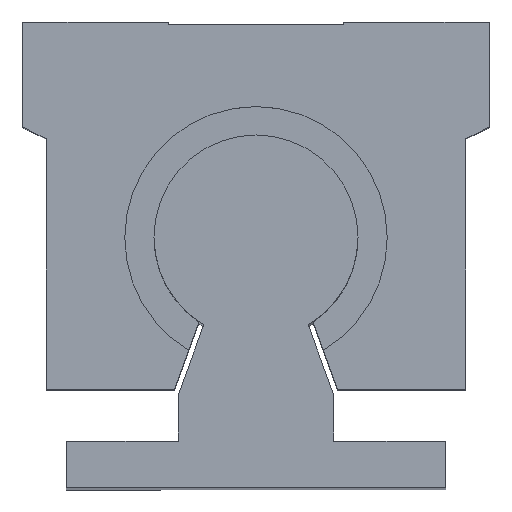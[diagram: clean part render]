
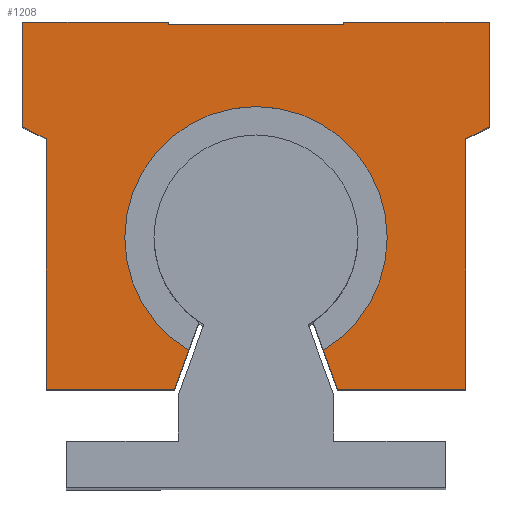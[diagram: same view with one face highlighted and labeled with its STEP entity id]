
A CAD part, top view. The second image highlights one B-rep face of the part: STEP entity #1208.
In plain terms, the highlighted planar face has unit normal (0, 0, 1).
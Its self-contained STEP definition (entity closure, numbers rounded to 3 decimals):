
#71 = CARTESIAN_POINT ( 'NONE',  ( 15., 0., 40. ) ) ;
#140 = DIRECTION ( 'NONE',  ( 1., 0., 0. ) ) ;
#169 = VERTEX_POINT ( 'NONE', #3921 ) ;
#618 = CIRCLE ( 'NONE', #9579, 22.5 ) ;
#765 = ORIENTED_EDGE ( 'NONE', *, *, #2286, .T. ) ;
#1039 = ORIENTED_EDGE ( 'NONE', *, *, #3974, .T. ) ;
#1090 = LINE ( 'NONE', #9490, #11641 ) ;
#1118 = FACE_OUTER_BOUND ( 'NONE', #6441, .T. ) ;
#1208 = ADVANCED_FACE ( 'NONE', ( #1118 ), #14362, .F. ) ;
#1334 = VERTEX_POINT ( 'NONE', #2477 ) ;
#1401 = ORIENTED_EDGE ( 'NONE', *, *, #11894, .T. ) ;
#1687 = ORIENTED_EDGE ( 'NONE', *, *, #12589, .T. ) ;
#1820 = VERTEX_POINT ( 'NONE', #12074 ) ;
#1915 = VECTOR ( 'NONE', #10633, 1000. ) ;
#2064 = CARTESIAN_POINT ( 'NONE',  ( -11.562, -55.802, 40. ) ) ;
#2085 = LINE ( 'NONE', #8426, #5460 ) ;
#2159 = VERTEX_POINT ( 'NONE', #4952 ) ;
#2203 = EDGE_CURVE ( 'NONE', #5704, #3774, #2865, .T. ) ;
#2286 = EDGE_CURVE ( 'NONE', #169, #1334, #4218, .T. ) ;
#2467 = EDGE_CURVE ( 'NONE', #4296, #169, #13695, .T. ) ;
#2477 = CARTESIAN_POINT ( 'NONE',  ( -40., 0.5, 40. ) ) ;
#2537 = VECTOR ( 'NONE', #7577, 1000. ) ;
#2711 = LINE ( 'NONE', #71, #8185 ) ;
#2865 = LINE ( 'NONE', #14838, #8158 ) ;
#3151 = ORIENTED_EDGE ( 'NONE', *, *, #9614, .T. ) ;
#3158 = ORIENTED_EDGE ( 'NONE', *, *, #15814, .T. ) ;
#3331 = LINE ( 'NONE', #8215, #4937 ) ;
#3425 = VECTOR ( 'NONE', #11141, 1000. ) ;
#3532 = DIRECTION ( 'NONE',  ( 1., 0., 0. ) ) ;
#3585 = CIRCLE ( 'NONE', #8696, 22.5 ) ;
#3669 = CARTESIAN_POINT ( 'NONE',  ( 15., 0.5, 40. ) ) ;
#3774 = VERTEX_POINT ( 'NONE', #14042 ) ;
#3920 = DIRECTION ( 'NONE',  ( 0., 0., -1. ) ) ;
#3921 = CARTESIAN_POINT ( 'NONE',  ( -15., 0.5, 40. ) ) ;
#3974 = EDGE_CURVE ( 'NONE', #3774, #4296, #2711, .T. ) ;
#4218 = LINE ( 'NONE', #8068, #5336 ) ;
#4296 = VERTEX_POINT ( 'NONE', #15415 ) ;
#4372 = CARTESIAN_POINT ( 'NONE',  ( 36., -62.5, 40. ) ) ;
#4616 = CARTESIAN_POINT ( 'NONE',  ( -40., -17.5, 40. ) ) ;
#4631 = DIRECTION ( 'NONE',  ( 0., 0., -1. ) ) ;
#4937 = VECTOR ( 'NONE', #13132, 1000. ) ;
#4952 = CARTESIAN_POINT ( 'NONE',  ( 40., -17.5, 40. ) ) ;
#4958 = LINE ( 'NONE', #6461, #11367 ) ;
#4997 = VERTEX_POINT ( 'NONE', #8618 ) ;
#5231 = ORIENTED_EDGE ( 'NONE', *, *, #9993, .T. ) ;
#5264 = DIRECTION ( 'NONE',  ( 0.342, -0.94, 0. ) ) ;
#5336 = VECTOR ( 'NONE', #10547, 1000. ) ;
#5401 = DIRECTION ( 'NONE',  ( -1., 0., 0. ) ) ;
#5460 = VECTOR ( 'NONE', #3532, 1000. ) ;
#5475 = VERTEX_POINT ( 'NONE', #5596 ) ;
#5485 = VECTOR ( 'NONE', #140, 1000. ) ;
#5561 = CARTESIAN_POINT ( 'NONE',  ( -36., -62.5, 40. ) ) ;
#5596 = CARTESIAN_POINT ( 'NONE',  ( -22.5, -36.5, 40. ) ) ;
#5620 = LINE ( 'NONE', #12715, #9319 ) ;
#5653 = VERTEX_POINT ( 'NONE', #9267 ) ;
#5676 = CARTESIAN_POINT ( 'NONE',  ( -36., -19.5, 40. ) ) ;
#5704 = VERTEX_POINT ( 'NONE', #3669 ) ;
#5780 = CARTESIAN_POINT ( 'NONE',  ( 14., -62.5, 40. ) ) ;
#5975 = VERTEX_POINT ( 'NONE', #13291 ) ;
#5991 = EDGE_CURVE ( 'NONE', #10053, #5475, #3585, .T. ) ;
#6039 = DIRECTION ( 'NONE',  ( 0.342, 0.94, 0. ) ) ;
#6118 = CARTESIAN_POINT ( 'NONE',  ( -14., -62.5, 40. ) ) ;
#6255 = VERTEX_POINT ( 'NONE', #5676 ) ;
#6441 = EDGE_LOOP ( 'NONE', ( #1401, #8475, #15687, #5231, #1687, #7930, #15517, #9035, #3151, #6776, #8840, #1039, #9348, #765, #3158, #9381, #14006, #12359 ) ) ;
#6461 = CARTESIAN_POINT ( 'NONE',  ( 14., -62.5, 40. ) ) ;
#6481 = CIRCLE ( 'NONE', #9295, 22.5 ) ;
#6776 = ORIENTED_EDGE ( 'NONE', *, *, #14365, .T. ) ;
#6901 = DIRECTION ( 'NONE',  ( 0., 0., -1. ) ) ;
#7064 = LINE ( 'NONE', #15671, #11661 ) ;
#7498 = CARTESIAN_POINT ( 'NONE',  ( -15., 0., 40. ) ) ;
#7577 = DIRECTION ( 'NONE',  ( 0., 1., 0. ) ) ;
#7811 = EDGE_CURVE ( 'NONE', #14027, #2159, #3331, .T. ) ;
#7930 = ORIENTED_EDGE ( 'NONE', *, *, #12695, .T. ) ;
#8068 = CARTESIAN_POINT ( 'NONE',  ( -15., 0.5, 40. ) ) ;
#8158 = VECTOR ( 'NONE', #8723, 1000. ) ;
#8185 = VECTOR ( 'NONE', #12503, 1000. ) ;
#8215 = CARTESIAN_POINT ( 'NONE',  ( 40., -17.5, 40. ) ) ;
#8426 = CARTESIAN_POINT ( 'NONE',  ( 36., -62.5, 40. ) ) ;
#8475 = ORIENTED_EDGE ( 'NONE', *, *, #5991, .T. ) ;
#8618 = CARTESIAN_POINT ( 'NONE',  ( 40., 0.5, 40. ) ) ;
#8637 = EDGE_CURVE ( 'NONE', #5475, #5975, #6481, .T. ) ;
#8696 = AXIS2_PLACEMENT_3D ( 'NONE', #10781, #9958, #14948 ) ;
#8723 = DIRECTION ( 'NONE',  ( 0., -1., 0. ) ) ;
#8840 = ORIENTED_EDGE ( 'NONE', *, *, #2203, .T. ) ;
#9029 = CARTESIAN_POINT ( 'NONE',  ( -14., -62.5, 40. ) ) ;
#9035 = ORIENTED_EDGE ( 'NONE', *, *, #7811, .T. ) ;
#9040 = EDGE_CURVE ( 'NONE', #13136, #14027, #12048, .T. ) ;
#9267 = CARTESIAN_POINT ( 'NONE',  ( 11.562, -55.802, 40. ) ) ;
#9295 = AXIS2_PLACEMENT_3D ( 'NONE', #10762, #6901, #11899 ) ;
#9319 = VECTOR ( 'NONE', #10516, 1000. ) ;
#9348 = ORIENTED_EDGE ( 'NONE', *, *, #2467, .T. ) ;
#9381 = ORIENTED_EDGE ( 'NONE', *, *, #11438, .T. ) ;
#9490 = CARTESIAN_POINT ( 'NONE',  ( 40., 0.5, 40. ) ) ;
#9579 = AXIS2_PLACEMENT_3D ( 'NONE', #14932, #3920, #10251 ) ;
#9614 = EDGE_CURVE ( 'NONE', #2159, #4997, #1090, .T. ) ;
#9636 = DIRECTION ( 'NONE',  ( 0., -1., 0. ) ) ;
#9860 = CARTESIAN_POINT ( 'NONE',  ( 36., -19.5, 40. ) ) ;
#9958 = DIRECTION ( 'NONE',  ( 0., 0., -1. ) ) ;
#9990 = LINE ( 'NONE', #14825, #5485 ) ;
#9993 = EDGE_CURVE ( 'NONE', #5975, #5653, #618, .T. ) ;
#10053 = VERTEX_POINT ( 'NONE', #2064 ) ;
#10108 = VECTOR ( 'NONE', #6039, 1000. ) ;
#10251 = DIRECTION ( 'NONE',  ( -1., 0., 0. ) ) ;
#10516 = DIRECTION ( 'NONE',  ( 0., -1., 0. ) ) ;
#10547 = DIRECTION ( 'NONE',  ( -1., 0., 0. ) ) ;
#10633 = DIRECTION ( 'NONE',  ( 0.894, -0.447, 0. ) ) ;
#10762 = CARTESIAN_POINT ( 'NONE',  ( 0., -36.5, 40. ) ) ;
#10781 = CARTESIAN_POINT ( 'NONE',  ( 0., -36.5, 40. ) ) ;
#10813 = DIRECTION ( 'NONE',  ( -1., 0., 0. ) ) ;
#10894 = CARTESIAN_POINT ( 'NONE',  ( 0., -36.5, 40. ) ) ;
#11141 = DIRECTION ( 'NONE',  ( 0., 1., 0. ) ) ;
#11188 = EDGE_CURVE ( 'NONE', #13234, #15039, #9990, .T. ) ;
#11367 = VECTOR ( 'NONE', #5264, 1000. ) ;
#11438 = EDGE_CURVE ( 'NONE', #1820, #6255, #13969, .T. ) ;
#11641 = VECTOR ( 'NONE', #15859, 1000. ) ;
#11661 = VECTOR ( 'NONE', #9636, 1000. ) ;
#11738 = AXIS2_PLACEMENT_3D ( 'NONE', #10894, #4631, #10813 ) ;
#11894 = EDGE_CURVE ( 'NONE', #15039, #10053, #11996, .T. ) ;
#11899 = DIRECTION ( 'NONE',  ( -1., 0., 0. ) ) ;
#11996 = LINE ( 'NONE', #6118, #10108 ) ;
#12048 = LINE ( 'NONE', #9860, #3425 ) ;
#12074 = CARTESIAN_POINT ( 'NONE',  ( -40., -17.5, 40. ) ) ;
#12359 = ORIENTED_EDGE ( 'NONE', *, *, #11188, .T. ) ;
#12440 = CARTESIAN_POINT ( 'NONE',  ( 36., -19.5, 40. ) ) ;
#12503 = DIRECTION ( 'NONE',  ( -1., 0., 0. ) ) ;
#12573 = CARTESIAN_POINT ( 'NONE',  ( 15., 0.5, 40. ) ) ;
#12589 = EDGE_CURVE ( 'NONE', #5653, #13694, #4958, .T. ) ;
#12695 = EDGE_CURVE ( 'NONE', #13694, #13136, #2085, .T. ) ;
#12715 = CARTESIAN_POINT ( 'NONE',  ( -36., -19.5, 40. ) ) ;
#13132 = DIRECTION ( 'NONE',  ( 0.894, 0.447, 0. ) ) ;
#13136 = VERTEX_POINT ( 'NONE', #4372 ) ;
#13234 = VERTEX_POINT ( 'NONE', #5561 ) ;
#13291 = CARTESIAN_POINT ( 'NONE',  ( 22.5, -36.5, 40. ) ) ;
#13599 = EDGE_CURVE ( 'NONE', #6255, #13234, #5620, .T. ) ;
#13694 = VERTEX_POINT ( 'NONE', #5780 ) ;
#13695 = LINE ( 'NONE', #7498, #2537 ) ;
#13781 = LINE ( 'NONE', #12573, #15756 ) ;
#13969 = LINE ( 'NONE', #4616, #1915 ) ;
#14006 = ORIENTED_EDGE ( 'NONE', *, *, #13599, .T. ) ;
#14027 = VERTEX_POINT ( 'NONE', #12440 ) ;
#14042 = CARTESIAN_POINT ( 'NONE',  ( 15., 0., 40. ) ) ;
#14362 = PLANE ( 'NONE',  #11738 ) ;
#14365 = EDGE_CURVE ( 'NONE', #4997, #5704, #13781, .T. ) ;
#14825 = CARTESIAN_POINT ( 'NONE',  ( -36., -62.5, 40. ) ) ;
#14838 = CARTESIAN_POINT ( 'NONE',  ( 15., 0., 40. ) ) ;
#14932 = CARTESIAN_POINT ( 'NONE',  ( 0., -36.5, 40. ) ) ;
#14948 = DIRECTION ( 'NONE',  ( -1., 0., 0. ) ) ;
#15039 = VERTEX_POINT ( 'NONE', #9029 ) ;
#15415 = CARTESIAN_POINT ( 'NONE',  ( -15., 0., 40. ) ) ;
#15517 = ORIENTED_EDGE ( 'NONE', *, *, #9040, .T. ) ;
#15671 = CARTESIAN_POINT ( 'NONE',  ( -40., 0.5, 40. ) ) ;
#15687 = ORIENTED_EDGE ( 'NONE', *, *, #8637, .T. ) ;
#15756 = VECTOR ( 'NONE', #5401, 1000. ) ;
#15814 = EDGE_CURVE ( 'NONE', #1334, #1820, #7064, .T. ) ;
#15859 = DIRECTION ( 'NONE',  ( 0., 1., 0. ) ) ;
